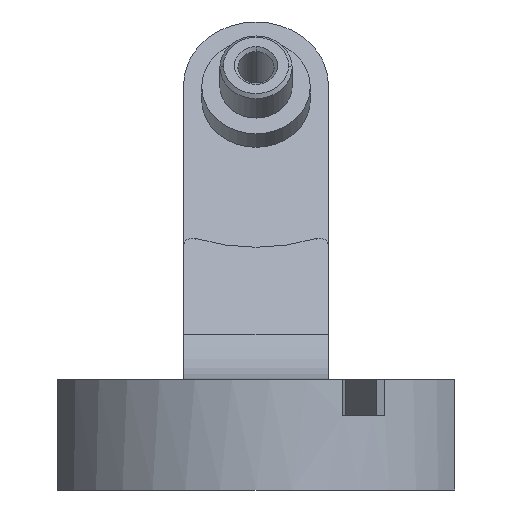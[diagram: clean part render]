
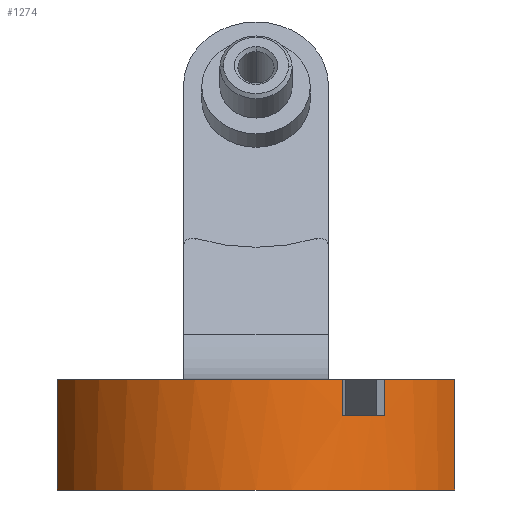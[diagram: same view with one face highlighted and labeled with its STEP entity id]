
A CAD part, left-side view. The second image highlights one B-rep face of the part: STEP entity #1274.
In plain terms, the highlighted cylindrical face has radius 12 mm (diameter 24 mm), a partial arc.
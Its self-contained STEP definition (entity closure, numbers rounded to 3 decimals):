
#93=CARTESIAN_POINT('',(0.,0.,4.1));
#94=DIRECTION('',(0.,0.,-1.));
#95=DIRECTION('',(-0.805,-0.593,0.));
#96=AXIS2_PLACEMENT_3D('',#93,#94,#95);
#287=CARTESIAN_POINT('',(0.,0.,6.1));
#288=DIRECTION('',(0.,0.,1.));
#289=DIRECTION('',(-0.4,0.917,0.));
#290=AXIS2_PLACEMENT_3D('',#287,#288,#289);
#292=DIRECTION('',(0.,0.,1.));
#293=VECTOR('',#292,2.);
#294=CARTESIAN_POINT('',(-10.995,-4.808,4.1));
#295=LINE('',#294,#293);
#296=DIRECTION('',(0.,0.,-1.));
#297=VECTOR('',#296,2.);
#298=CARTESIAN_POINT('',(-9.661,-7.118,6.1));
#299=LINE('',#298,#297);
#300=CARTESIAN_POINT('',(0.,0.,6.1));
#301=DIRECTION('',(0.,0.,1.));
#302=DIRECTION('',(-0.805,-0.593,0.));
#303=AXIS2_PLACEMENT_3D('',#300,#301,#302);
#305=DIRECTION('',(0.,0.,1.));
#306=VECTOR('',#305,6.1);
#307=CARTESIAN_POINT('',(-4.796,-11.,0.));
#308=LINE('',#307,#306);
#309=CARTESIAN_POINT('',(0.,0.,0.));
#310=DIRECTION('',(0.,0.,-1.));
#311=DIRECTION('',(-0.4,-0.917,0.));
#312=AXIS2_PLACEMENT_3D('',#309,#310,#311);
#314=DIRECTION('',(0.,0.,1.));
#315=VECTOR('',#314,6.1);
#316=CARTESIAN_POINT('',(-4.796,11.,0.));
#317=LINE('',#316,#315);
#878=CARTESIAN_POINT('',(-4.796,11.,0.));
#880=VERTEX_POINT('',#878);
#883=CARTESIAN_POINT('',(-4.796,-11.,0.));
#885=VERTEX_POINT('',#883);
#886=CARTESIAN_POINT('',(-4.796,11.,6.1));
#888=VERTEX_POINT('',#886);
#891=CARTESIAN_POINT('',(-4.796,-11.,6.1));
#893=VERTEX_POINT('',#891);
#918=CARTESIAN_POINT('',(-10.995,-4.808,6.1));
#919=VERTEX_POINT('',#918);
#920=CARTESIAN_POINT('',(-9.661,-7.118,6.1));
#921=VERTEX_POINT('',#920);
#956=CARTESIAN_POINT('',(-9.661,-7.118,4.1));
#957=VERTEX_POINT('',#956);
#962=CARTESIAN_POINT('',(-10.995,-4.808,4.1));
#963=VERTEX_POINT('',#962);
#1256=CARTESIAN_POINT('',(0.,0.,0.));
#1257=DIRECTION('',(0.,0.,1.));
#1258=DIRECTION('',(0.,-1.,0.));
#1259=AXIS2_PLACEMENT_3D('',#1256,#1257,#1258);
#1260=CYLINDRICAL_SURFACE('',#1259,12.);
#1261=ORIENTED_EDGE('',*,*,#1118,.T.);
#1263=ORIENTED_EDGE('',*,*,#1262,.F.);
#1264=ORIENTED_EDGE('',*,*,#1042,.F.);
#1265=ORIENTED_EDGE('',*,*,#1096,.F.);
#1266=ORIENTED_EDGE('',*,*,#1142,.T.);
#1268=ORIENTED_EDGE('',*,*,#1267,.F.);
#1269=ORIENTED_EDGE('',*,*,#979,.T.);
#1271=ORIENTED_EDGE('',*,*,#1270,.T.);
#1272=EDGE_LOOP('',(#1261,#1263,#1264,#1265,#1266,#1268,#1269,#1271));
#1273=FACE_OUTER_BOUND('',#1272,.F.);
#1274=ADVANCED_FACE('',(#1273),#1260,.T.);
#97=CIRCLE('',#96,12.);
#291=CIRCLE('',#290,12.);
#304=CIRCLE('',#303,12.);
#313=CIRCLE('',#312,12.);
#979=EDGE_CURVE('',#885,#880,#313,.T.);
#1042=EDGE_CURVE('',#957,#963,#97,.T.);
#1096=EDGE_CURVE('',#921,#957,#299,.T.);
#1118=EDGE_CURVE('',#888,#919,#291,.T.);
#1142=EDGE_CURVE('',#921,#893,#304,.T.);
#1262=EDGE_CURVE('',#963,#919,#295,.T.);
#1267=EDGE_CURVE('',#885,#893,#308,.T.);
#1270=EDGE_CURVE('',#880,#888,#317,.T.);
